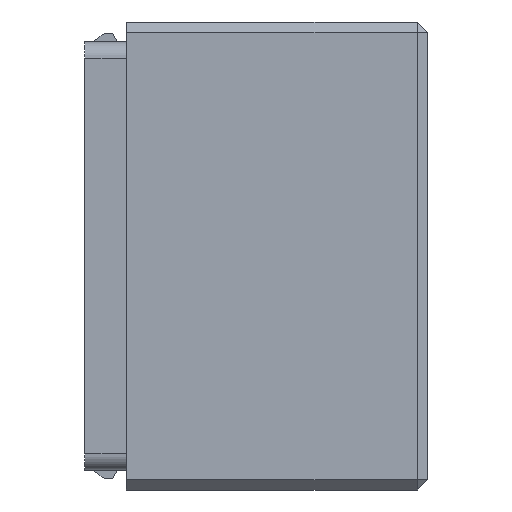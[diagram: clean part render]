
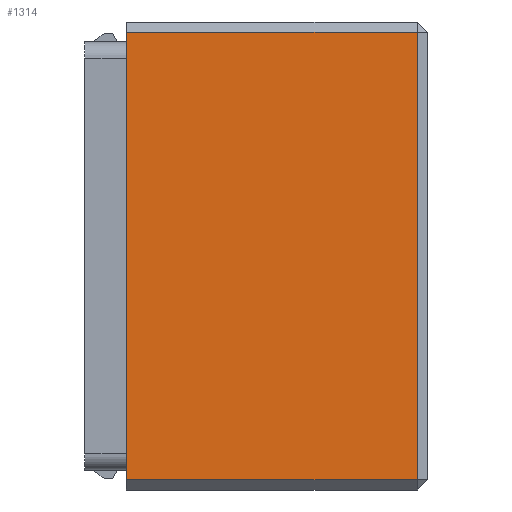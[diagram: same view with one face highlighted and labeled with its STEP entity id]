
A CAD part, left-side view. The second image highlights one B-rep face of the part: STEP entity #1314.
In plain terms, the highlighted planar face has unit normal (-1, 0, 0).
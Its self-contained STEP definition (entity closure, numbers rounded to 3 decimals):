
#133 = FACE_OUTER_BOUND ( 'NONE', #6385, .T. ) ;
#400 = LINE ( 'NONE', #10624, #4481 ) ;
#446 = VERTEX_POINT ( 'NONE', #7416 ) ;
#616 = ORIENTED_EDGE ( 'NONE', *, *, #12695, .F. ) ;
#836 = EDGE_CURVE ( 'NONE', #2630, #10424, #3957, .T. ) ;
#1314 = ADVANCED_FACE ( 'NONE', ( #133 ), #8848, .F. ) ;
#1404 = EDGE_CURVE ( 'NONE', #14411, #2630, #12771, .T. ) ;
#2630 = VERTEX_POINT ( 'NONE', #13369 ) ;
#2771 = DIRECTION ( 'NONE',  ( 0., 0., 1. ) ) ;
#3867 = CARTESIAN_POINT ( 'NONE',  ( -27.175, 0.6, 14. ) ) ;
#3957 = LINE ( 'NONE', #3867, #10767 ) ;
#3973 = CARTESIAN_POINT ( 'NONE',  ( -27.175, 0.6, 13.4 ) ) ;
#3998 = CARTESIAN_POINT ( 'NONE',  ( -27.175, 18., 14. ) ) ;
#4481 = VECTOR ( 'NONE', #2771, 1000. ) ;
#5091 = DIRECTION ( 'NONE',  ( 0., 0., -1. ) ) ;
#5166 = LINE ( 'NONE', #7340, #5290 ) ;
#5290 = VECTOR ( 'NONE', #12437, 1000. ) ;
#5380 = DIRECTION ( 'NONE',  ( 0., 0., 1. ) ) ;
#5779 = ORIENTED_EDGE ( 'NONE', *, *, #836, .T. ) ;
#6385 = EDGE_LOOP ( 'NONE', ( #5779, #14680, #616, #6533 ) ) ;
#6533 = ORIENTED_EDGE ( 'NONE', *, *, #1404, .T. ) ;
#7036 = VECTOR ( 'NONE', #12683, 1000. ) ;
#7340 = CARTESIAN_POINT ( 'NONE',  ( -27.175, 18., 13.4 ) ) ;
#7416 = CARTESIAN_POINT ( 'NONE',  ( -27.175, 18., 13.4 ) ) ;
#7599 = CARTESIAN_POINT ( 'NONE',  ( -27.175, 18., -13.4 ) ) ;
#8848 = PLANE ( 'NONE',  #14510 ) ;
#8932 = DIRECTION ( 'NONE',  ( 1., 0., 0. ) ) ;
#10138 = CARTESIAN_POINT ( 'NONE',  ( -27.175, 18., -13.4 ) ) ;
#10424 = VERTEX_POINT ( 'NONE', #3973 ) ;
#10624 = CARTESIAN_POINT ( 'NONE',  ( -27.175, 18., 14. ) ) ;
#10767 = VECTOR ( 'NONE', #5380, 1000. ) ;
#12437 = DIRECTION ( 'NONE',  ( 0., 1., 0. ) ) ;
#12683 = DIRECTION ( 'NONE',  ( 0., -1., 0. ) ) ;
#12695 = EDGE_CURVE ( 'NONE', #14411, #446, #400, .T. ) ;
#12771 = LINE ( 'NONE', #7599, #7036 ) ;
#13369 = CARTESIAN_POINT ( 'NONE',  ( -27.175, 0.6, -13.4 ) ) ;
#14411 = VERTEX_POINT ( 'NONE', #10138 ) ;
#14510 = AXIS2_PLACEMENT_3D ( 'NONE', #3998, #8932, #5091 ) ;
#14680 = ORIENTED_EDGE ( 'NONE', *, *, #15486, .T. ) ;
#15486 = EDGE_CURVE ( 'NONE', #10424, #446, #5166, .T. ) ;
